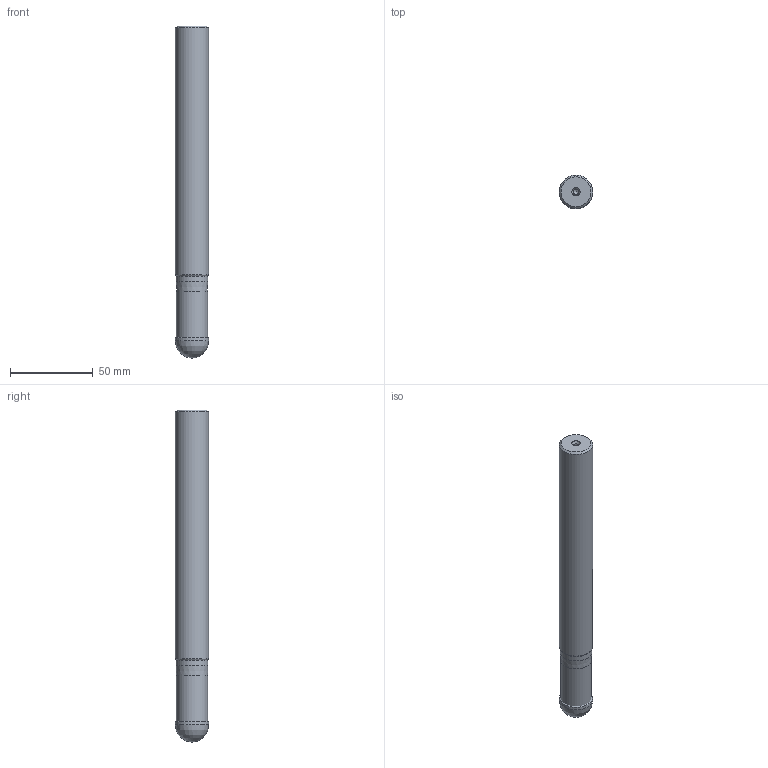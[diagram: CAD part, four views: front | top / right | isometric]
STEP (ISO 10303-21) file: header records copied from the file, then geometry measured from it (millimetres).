
FILE_DESCRIPTION(/* description */ (''),/* implementation_level */ '2;1');
FILE_NAME(/* name */ '20K3R050A20-CXP20_115009377ndi000_00-SIM.stp',/* time_stamp */ '2019-12-09T06:54:15+01:00',/* author */ (''),/* organization */ (''),/* preprocessor_version */ 'ST-DEVELOPER v16.7',/* originating_system */ 'SIEMENS PLM Software NX 12.0',/* authorisation */ '');
FILE_SCHEMA (('AUTOMOTIVE_DESIGN { 1 0 10303 214 3 1 1 1 }'));
Length unit declared in the file: millimetre
Products named in the file (1): hm1522F0B8948bd4
Bounding box: 20.12 x 20.12 x 200.09 mm (x, y, z)
Volume: 63201.8 mm3; surface area: 13990.6 mm2
Topology: 2 solids, 2 shells, 25 faces, 65 edges, 42 vertices
Faces by surface type: revolution 13, cone 4, cylinder 4, plane 2, sphere 1, torus 1
Full cylindrical faces by diameter (mm): 3.15 x1, 18.715 x1, 18.99 x1, 20.125 x1
Entity records: 585 total; most frequent: DIRECTION 101, CARTESIAN_POINT 94, FACE_BOUND 48, EDGE_LOOP 48, ORIENTED_EDGE 48, AXIS2_PLACEMENT_3D 39, CIRCLE 26, ADVANCED_FACE 25
